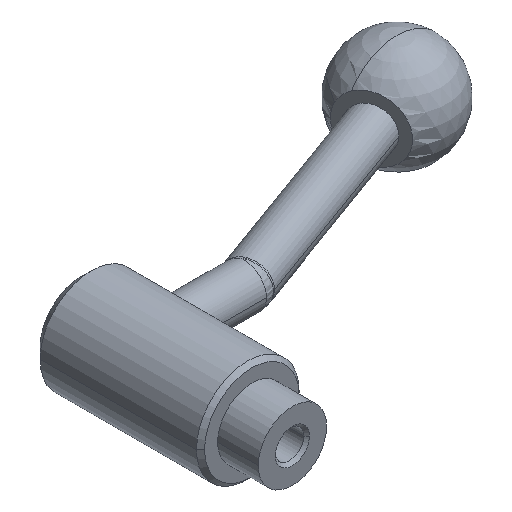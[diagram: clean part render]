
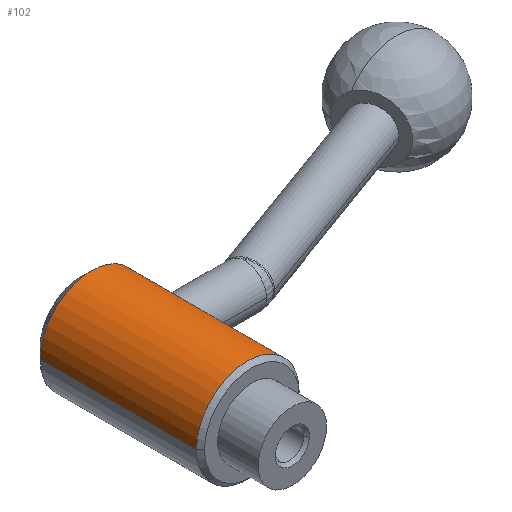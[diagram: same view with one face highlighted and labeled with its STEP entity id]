
A CAD part, isometric view. The second image highlights one B-rep face of the part: STEP entity #102.
In plain terms, the highlighted cylindrical face has radius 12 mm (diameter 24 mm), a partial arc.
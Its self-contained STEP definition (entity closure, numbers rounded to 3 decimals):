
#102 = ADVANCED_FACE( '', ( #163 ), #164, .T. );
#163 = FACE_OUTER_BOUND( '', #226, .T. );
#164 = CYLINDRICAL_SURFACE( '', #227, 12. );
#226 = EDGE_LOOP( '', ( #434, #435, #436, #437, #438, #439, #440 ) );
#227 = AXIS2_PLACEMENT_3D( '', #441, #442, #443 );
#434 = ORIENTED_EDGE( '', *, *, #460, .T. );
#435 = ORIENTED_EDGE( '', *, *, #514, .T. );
#436 = ORIENTED_EDGE( '', *, *, #513, .T. );
#437 = ORIENTED_EDGE( '', *, *, #463, .T. );
#438 = ORIENTED_EDGE( '', *, *, #521, .F. );
#439 = ORIENTED_EDGE( '', *, *, #462, .T. );
#440 = ORIENTED_EDGE( '', *, *, #520, .T. );
#441 = CARTESIAN_POINT( '', ( 0., 28.738, 0. ) );
#442 = DIRECTION( '', ( 0., -1., 0. ) );
#443 = DIRECTION( '', ( 1., 0., 0. ) );
#460 = EDGE_CURVE( '', #531, #532, #533, .T. );
#462 = EDGE_CURVE( '', #526, #534, #536, .T. );
#463 = EDGE_CURVE( '', #537, #523, #538, .T. );
#513 = EDGE_CURVE( '', #621, #537, #622, .T. );
#514 = EDGE_CURVE( '', #532, #621, #623, .T. );
#520 = EDGE_CURVE( '', #534, #531, #629, .T. );
#521 = EDGE_CURVE( '', #526, #523, #630, .T. );
#523 = VERTEX_POINT( '', #632 );
#526 = VERTEX_POINT( '', #636 );
#531 = VERTEX_POINT( '', #642 );
#532 = VERTEX_POINT( '', #643 );
#533 = LINE( '', #644, #645 );
#534 = VERTEX_POINT( '', #646 );
#536 = LINE( '', #648, #649 );
#537 = VERTEX_POINT( '', #650 );
#538 = LINE( '', #651, #652 );
#621 = VERTEX_POINT( '', #820 );
#622 = B_SPLINE_CURVE_WITH_KNOTS( '', 3, ( #821, #822, #823, #824, #825, #826, #827, #828, #829, #830, #831, #832, #833, #834, #835, #836, #837, #838 ), .UNSPECIFIED., .F., .F., ( 4, 2, 2, 2, 2, 2, 2, 2, 4 ), ( 0., 0.955, 1.91, 2.865, 3.82, 4.774, 5.728, 6.682, 7.636 ), .UNSPECIFIED. );
#623 = B_SPLINE_CURVE_WITH_KNOTS( '', 3, ( #839, #840, #841, #842, #843, #844, #845, #846, #847, #848, #849, #850, #851, #852, #853, #854, #855, #856 ), .UNSPECIFIED., .F., .F., ( 4, 2, 2, 2, 2, 2, 2, 2, 4 ), ( 22.908, 23.862, 24.816, 25.77, 26.724, 27.679, 28.634, 29.589, 30.544 ), .UNSPECIFIED. );
#629 = CIRCLE( '', #862, 12. );
#630 = CIRCLE( '', #863, 12. );
#632 = CARTESIAN_POINT( '', ( 12., 47.025, 0. ) );
#636 = CARTESIAN_POINT( '', ( -12., 47.025, 0. ) );
#642 = CARTESIAN_POINT( '', ( 12., 10.45, 0. ) );
#643 = CARTESIAN_POINT( '', ( 12., 33.1, 0. ) );
#644 = CARTESIAN_POINT( '', ( 12., 28.738, 0. ) );
#645 = VECTOR( '', #873, 1. );
#646 = CARTESIAN_POINT( '', ( -12., 10.45, 0. ) );
#648 = CARTESIAN_POINT( '', ( -12., 28.738, 0. ) );
#649 = VECTOR( '', #877, 1. );
#650 = CARTESIAN_POINT( '', ( 12., 43.1, 0. ) );
#651 = CARTESIAN_POINT( '', ( 12., 28.738, 0. ) );
#652 = VECTOR( '', #878, 1. );
#820 = CARTESIAN_POINT( '', ( 10.909, 38.1, 5. ) );
#821 = CARTESIAN_POINT( '', ( 10.909, 38.1, 5. ) );
#822 = CARTESIAN_POINT( '', ( 10.909, 38.418, 5. ) );
#823 = CARTESIAN_POINT( '', ( 10.923, 38.746, 4.969 ) );
#824 = CARTESIAN_POINT( '', ( 10.981, 39.395, 4.841 ) );
#825 = CARTESIAN_POINT( '', ( 11.024, 39.717, 4.743 ) );
#826 = CARTESIAN_POINT( '', ( 11.13, 40.331, 4.487 ) );
#827 = CARTESIAN_POINT( '', ( 11.194, 40.625, 4.328 ) );
#828 = CARTESIAN_POINT( '', ( 11.329, 41.167, 3.962 ) );
#829 = CARTESIAN_POINT( '', ( 11.4, 41.416, 3.755 ) );
#830 = CARTESIAN_POINT( '', ( 11.535, 41.855, 3.316 ) );
#831 = CARTESIAN_POINT( '', ( 11.605, 42.062, 3.067 ) );
#832 = CARTESIAN_POINT( '', ( 11.735, 42.428, 2.525 ) );
#833 = CARTESIAN_POINT( '', ( 11.795, 42.587, 2.232 ) );
#834 = CARTESIAN_POINT( '', ( 11.895, 42.843, 1.617 ) );
#835 = CARTESIAN_POINT( '', ( 11.934, 42.941, 1.295 ) );
#836 = CARTESIAN_POINT( '', ( 11.987, 43.069, 0.646 ) );
#837 = CARTESIAN_POINT( '', ( 12., 43.1, 0.318 ) );
#838 = CARTESIAN_POINT( '', ( 12., 43.1, 0. ) );
#839 = CARTESIAN_POINT( '', ( 12., 33.1, 0. ) );
#840 = CARTESIAN_POINT( '', ( 12., 33.1, 0.318 ) );
#841 = CARTESIAN_POINT( '', ( 11.987, 33.131, 0.646 ) );
#842 = CARTESIAN_POINT( '', ( 11.934, 33.259, 1.295 ) );
#843 = CARTESIAN_POINT( '', ( 11.895, 33.357, 1.617 ) );
#844 = CARTESIAN_POINT( '', ( 11.795, 33.613, 2.232 ) );
#845 = CARTESIAN_POINT( '', ( 11.735, 33.772, 2.525 ) );
#846 = CARTESIAN_POINT( '', ( 11.605, 34.138, 3.067 ) );
#847 = CARTESIAN_POINT( '', ( 11.535, 34.345, 3.316 ) );
#848 = CARTESIAN_POINT( '', ( 11.4, 34.784, 3.755 ) );
#849 = CARTESIAN_POINT( '', ( 11.329, 35.033, 3.962 ) );
#850 = CARTESIAN_POINT( '', ( 11.194, 35.575, 4.328 ) );
#851 = CARTESIAN_POINT( '', ( 11.13, 35.869, 4.487 ) );
#852 = CARTESIAN_POINT( '', ( 11.024, 36.483, 4.743 ) );
#853 = CARTESIAN_POINT( '', ( 10.981, 36.805, 4.841 ) );
#854 = CARTESIAN_POINT( '', ( 10.923, 37.454, 4.969 ) );
#855 = CARTESIAN_POINT( '', ( 10.909, 37.782, 5. ) );
#856 = CARTESIAN_POINT( '', ( 10.909, 38.1, 5. ) );
#862 = AXIS2_PLACEMENT_3D( '', #1004, #1005, #1006 );
#863 = AXIS2_PLACEMENT_3D( '', #1007, #1008, #1009 );
#873 = DIRECTION( '', ( 0., 1., 0. ) );
#877 = DIRECTION( '', ( 0., -1., 0. ) );
#878 = DIRECTION( '', ( 0., 1., 0. ) );
#1004 = CARTESIAN_POINT( '', ( 0., 10.45, 0. ) );
#1005 = DIRECTION( '', ( 0., 1., 0. ) );
#1006 = DIRECTION( '', ( 1., 0., 0. ) );
#1007 = CARTESIAN_POINT( '', ( 0., 47.025, 0. ) );
#1008 = DIRECTION( '', ( 0., 1., 0. ) );
#1009 = DIRECTION( '', ( 1., 0., 0. ) );
